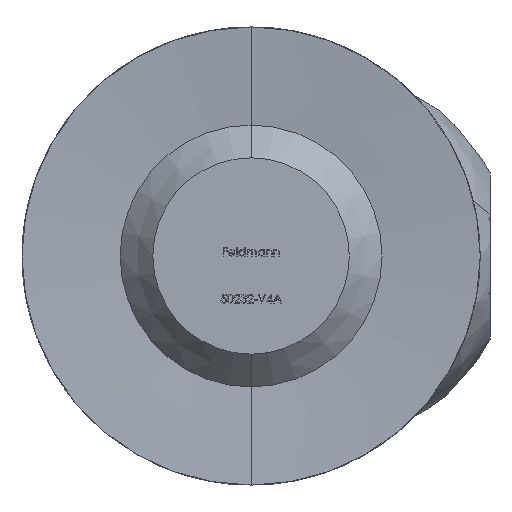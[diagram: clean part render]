
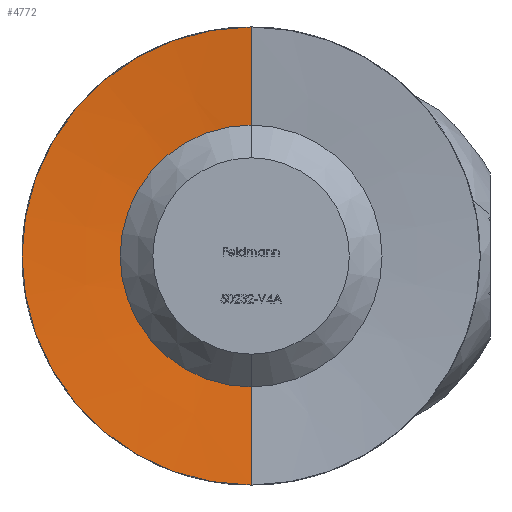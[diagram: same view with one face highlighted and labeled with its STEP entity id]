
A CAD part, front view. The second image highlights one B-rep face of the part: STEP entity #4772.
In plain terms, the highlighted conical face has half-angle 85 degrees and reference radius 3.272 mm.
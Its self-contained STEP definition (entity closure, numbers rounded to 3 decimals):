
#219 = VECTOR ( 'NONE', #8909, 1000. ) ;
#891 = VERTEX_POINT ( 'NONE', #10838 ) ;
#1346 = CARTESIAN_POINT ( 'NONE',  ( 0., 0.326, 0. ) ) ;
#2391 = DIRECTION ( 'NONE',  ( 0., 0., -1. ) ) ;
#3106 = CARTESIAN_POINT ( 'NONE',  ( 0., 0., -7. ) ) ;
#3217 = DIRECTION ( 'NONE',  ( 0., -1., 0. ) ) ;
#3246 = VECTOR ( 'NONE', #6398, 1000. ) ;
#3897 = CARTESIAN_POINT ( 'NONE',  ( 0., 0., 0. ) ) ;
#4173 = ORIENTED_EDGE ( 'NONE', *, *, #6010, .F. ) ;
#4601 = FACE_OUTER_BOUND ( 'NONE', #6978, .T. ) ;
#4650 = DIRECTION ( 'NONE',  ( 0., -1., 0. ) ) ;
#4772 = ADVANCED_FACE ( 'NONE', ( #4601 ), #9532, .F. ) ;
#4912 = VERTEX_POINT ( 'NONE', #8877 ) ;
#4979 = ORIENTED_EDGE ( 'NONE', *, *, #9501, .T. ) ;
#5306 = CIRCLE ( 'NONE', #6073, 7. ) ;
#5879 = CIRCLE ( 'NONE', #12569, 3.272 ) ;
#6010 = EDGE_CURVE ( 'NONE', #9339, #4912, #5879, .T. ) ;
#6073 = AXIS2_PLACEMENT_3D ( 'NONE', #3897, #11746, #11789 ) ;
#6398 = DIRECTION ( 'NONE',  ( 0., -0.087, -0.996 ) ) ;
#6978 = EDGE_LOOP ( 'NONE', ( #4173, #12035, #4979, #14043 ) ) ;
#7819 = EDGE_CURVE ( 'NONE', #9339, #891, #12559, .T. ) ;
#8574 = CARTESIAN_POINT ( 'NONE',  ( 0., 0.326, 3.272 ) ) ;
#8600 = CARTESIAN_POINT ( 'NONE',  ( 0., 0.326, -3.272 ) ) ;
#8877 = CARTESIAN_POINT ( 'NONE',  ( 0., 0.326, -3.272 ) ) ;
#8909 = DIRECTION ( 'NONE',  ( 0., -0.087, 0.996 ) ) ;
#8956 = CARTESIAN_POINT ( 'NONE',  ( 0., 0.326, 3.272 ) ) ;
#9255 = AXIS2_PLACEMENT_3D ( 'NONE', #11273, #3217, #12048 ) ;
#9317 = VERTEX_POINT ( 'NONE', #3106 ) ;
#9339 = VERTEX_POINT ( 'NONE', #8574 ) ;
#9501 = EDGE_CURVE ( 'NONE', #891, #9317, #5306, .T. ) ;
#9532 = CONICAL_SURFACE ( 'NONE', #9255, 3.272, 1.484 ) ;
#10838 = CARTESIAN_POINT ( 'NONE',  ( 0., 0., 7. ) ) ;
#11273 = CARTESIAN_POINT ( 'NONE',  ( 0., 0.326, 0. ) ) ;
#11528 = EDGE_CURVE ( 'NONE', #4912, #9317, #14159, .T. ) ;
#11746 = DIRECTION ( 'NONE',  ( 0., -1., 0. ) ) ;
#11789 = DIRECTION ( 'NONE',  ( 0., 0., -1. ) ) ;
#12035 = ORIENTED_EDGE ( 'NONE', *, *, #7819, .T. ) ;
#12048 = DIRECTION ( 'NONE',  ( 0., 0., -1. ) ) ;
#12559 = LINE ( 'NONE', #8956, #219 ) ;
#12569 = AXIS2_PLACEMENT_3D ( 'NONE', #1346, #4650, #2391 ) ;
#14043 = ORIENTED_EDGE ( 'NONE', *, *, #11528, .F. ) ;
#14159 = LINE ( 'NONE', #8600, #3246 ) ;
